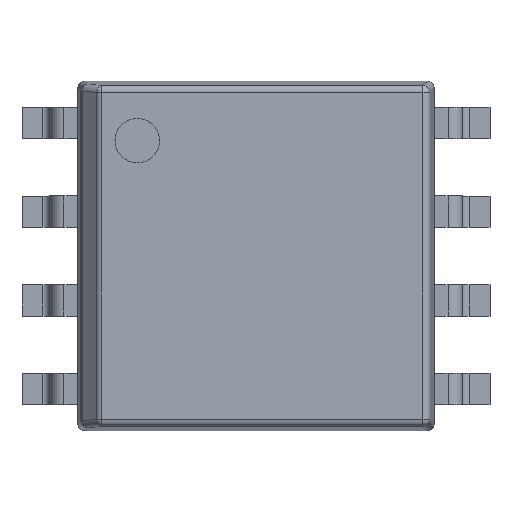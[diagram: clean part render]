
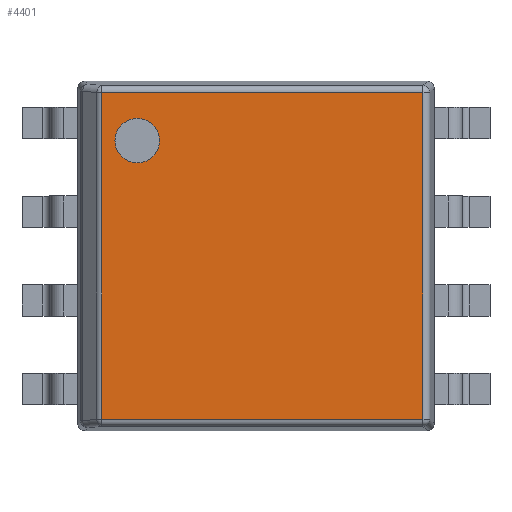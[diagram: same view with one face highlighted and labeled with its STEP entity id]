
A CAD part, top view. The second image highlights one B-rep face of the part: STEP entity #4401.
In plain terms, the highlighted planar face has unit normal (0, 0, 1).
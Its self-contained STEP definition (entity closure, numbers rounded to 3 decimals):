
#3442 = CYLINDRICAL_SURFACE('',#3443,0.1);
#3443 = AXIS2_PLACEMENT_3D('',#3444,#3445,#3446);
#3444 = CARTESIAN_POINT('',(0.3,0.161,1.5));
#3445 = DIRECTION('',(1.,0.,0.));
#3446 = DIRECTION('',(0.,-0.995,0.105));
#3591 = CYLINDRICAL_SURFACE('',#3592,0.1);
#3592 = AXIS2_PLACEMENT_3D('',#3593,#3594,#3595);
#3593 = CARTESIAN_POINT('',(0.3,4.839,1.5));
#3594 = DIRECTION('',(1.,0.,0.));
#3595 = DIRECTION('',(0.,0.995,0.105));
#3667 = CYLINDRICAL_SURFACE('',#3668,0.1);
#3668 = AXIS2_PLACEMENT_3D('',#3669,#3670,#3671);
#3669 = CARTESIAN_POINT('',(4.939,0.071,1.5));
#3670 = DIRECTION('',(0.,1.,0.));
#3671 = DIRECTION('',(0.995,0.,0.105));
#3971 = VERTEX_POINT('',#3972);
#3972 = CARTESIAN_POINT('',(0.341,0.161,1.6));
#4009 = EDGE_CURVE('',#3971,#4010,#4012,.T.);
#4010 = VERTEX_POINT('',#4011);
#4011 = CARTESIAN_POINT('',(4.939,0.161,1.6));
#4012 = SURFACE_CURVE('',#4013,(#4017,#4024),.PCURVE_S1.);
#4013 = LINE('',#4014,#4015);
#4014 = CARTESIAN_POINT('',(0.3,0.161,1.6));
#4015 = VECTOR('',#4016,1.);
#4016 = DIRECTION('',(1.,0.,0.));
#4017 = PCURVE('',#3442,#4018);
#4018 = DEFINITIONAL_REPRESENTATION('',(#4019),#4023);
#4019 = LINE('',#4020,#4021);
#4020 = CARTESIAN_POINT('',(-1.466,0.));
#4021 = VECTOR('',#4022,1.);
#4022 = DIRECTION('',(0.,1.));
#4023 = ( GEOMETRIC_REPRESENTATION_CONTEXT(2) 
PARAMETRIC_REPRESENTATION_CONTEXT() REPRESENTATION_CONTEXT('2D SPACE',''
  ) );
#4024 = PCURVE('',#4025,#4030);
#4025 = PLANE('',#4026);
#4026 = AXIS2_PLACEMENT_3D('',#4027,#4028,#4029);
#4027 = CARTESIAN_POINT('',(0.,0.,1.6));
#4028 = DIRECTION('',(0.,0.,1.));
#4029 = DIRECTION('',(1.,0.,0.));
#4030 = DEFINITIONAL_REPRESENTATION('',(#4031),#4035);
#4031 = LINE('',#4032,#4033);
#4032 = CARTESIAN_POINT('',(0.3,0.161));
#4033 = VECTOR('',#4034,1.);
#4034 = DIRECTION('',(1.,0.));
#4035 = ( GEOMETRIC_REPRESENTATION_CONTEXT(2) 
PARAMETRIC_REPRESENTATION_CONTEXT() REPRESENTATION_CONTEXT('2D SPACE',''
  ) );
#4173 = VERTEX_POINT('',#4174);
#4174 = CARTESIAN_POINT('',(0.341,4.839,1.6));
#4211 = EDGE_CURVE('',#4173,#4212,#4214,.T.);
#4212 = VERTEX_POINT('',#4213);
#4213 = CARTESIAN_POINT('',(4.939,4.839,1.6));
#4214 = SURFACE_CURVE('',#4215,(#4219,#4226),.PCURVE_S1.);
#4215 = LINE('',#4216,#4217);
#4216 = CARTESIAN_POINT('',(0.3,4.839,1.6));
#4217 = VECTOR('',#4218,1.);
#4218 = DIRECTION('',(1.,0.,0.));
#4219 = PCURVE('',#3591,#4220);
#4220 = DEFINITIONAL_REPRESENTATION('',(#4221),#4225);
#4221 = LINE('',#4222,#4223);
#4222 = CARTESIAN_POINT('',(1.466,0.));
#4223 = VECTOR('',#4224,1.);
#4224 = DIRECTION('',(0.,1.));
#4225 = ( GEOMETRIC_REPRESENTATION_CONTEXT(2) 
PARAMETRIC_REPRESENTATION_CONTEXT() REPRESENTATION_CONTEXT('2D SPACE',''
  ) );
#4226 = PCURVE('',#4025,#4227);
#4227 = DEFINITIONAL_REPRESENTATION('',(#4228),#4232);
#4228 = LINE('',#4229,#4230);
#4229 = CARTESIAN_POINT('',(0.3,4.839));
#4230 = VECTOR('',#4231,1.);
#4231 = DIRECTION('',(1.,0.));
#4232 = ( GEOMETRIC_REPRESENTATION_CONTEXT(2) 
PARAMETRIC_REPRESENTATION_CONTEXT() REPRESENTATION_CONTEXT('2D SPACE',''
  ) );
#4286 = EDGE_CURVE('',#4010,#4212,#4287,.T.);
#4287 = SURFACE_CURVE('',#4288,(#4292,#4299),.PCURVE_S1.);
#4288 = LINE('',#4289,#4290);
#4289 = CARTESIAN_POINT('',(4.939,0.071,1.6));
#4290 = VECTOR('',#4291,1.);
#4291 = DIRECTION('',(0.,1.,0.));
#4292 = PCURVE('',#3667,#4293);
#4293 = DEFINITIONAL_REPRESENTATION('',(#4294),#4298);
#4294 = LINE('',#4295,#4296);
#4295 = CARTESIAN_POINT('',(-1.466,0.));
#4296 = VECTOR('',#4297,1.);
#4297 = DIRECTION('',(0.,1.));
#4298 = ( GEOMETRIC_REPRESENTATION_CONTEXT(2) 
PARAMETRIC_REPRESENTATION_CONTEXT() REPRESENTATION_CONTEXT('2D SPACE',''
  ) );
#4299 = PCURVE('',#4025,#4300);
#4300 = DEFINITIONAL_REPRESENTATION('',(#4301),#4305);
#4301 = LINE('',#4302,#4303);
#4302 = CARTESIAN_POINT('',(4.939,0.071));
#4303 = VECTOR('',#4304,1.);
#4304 = DIRECTION('',(0.,1.));
#4305 = ( GEOMETRIC_REPRESENTATION_CONTEXT(2) 
PARAMETRIC_REPRESENTATION_CONTEXT() REPRESENTATION_CONTEXT('2D SPACE',''
  ) );
#4358 = CYLINDRICAL_SURFACE('',#4359,0.1);
#4359 = AXIS2_PLACEMENT_3D('',#4360,#4361,#4362);
#4360 = CARTESIAN_POINT('',(0.341,0.071,1.5));
#4361 = DIRECTION('',(0.,1.,0.));
#4362 = DIRECTION('',(-0.707,0.,0.707));
#4401 = ADVANCED_FACE('',(#4402,#4428),#4025,.T.);
#4402 = FACE_BOUND('',#4403,.T.);
#4403 = EDGE_LOOP('',(#4404,#4405,#4426,#4427));
#4404 = ORIENTED_EDGE('',*,*,#4211,.F.);
#4405 = ORIENTED_EDGE('',*,*,#4406,.F.);
#4406 = EDGE_CURVE('',#3971,#4173,#4407,.T.);
#4407 = SURFACE_CURVE('',#4408,(#4412,#4419),.PCURVE_S1.);
#4408 = LINE('',#4409,#4410);
#4409 = CARTESIAN_POINT('',(0.341,0.071,1.6));
#4410 = VECTOR('',#4411,1.);
#4411 = DIRECTION('',(0.,1.,0.));
#4412 = PCURVE('',#4025,#4413);
#4413 = DEFINITIONAL_REPRESENTATION('',(#4414),#4418);
#4414 = LINE('',#4415,#4416);
#4415 = CARTESIAN_POINT('',(0.341,0.071));
#4416 = VECTOR('',#4417,1.);
#4417 = DIRECTION('',(0.,1.));
#4418 = ( GEOMETRIC_REPRESENTATION_CONTEXT(2) 
PARAMETRIC_REPRESENTATION_CONTEXT() REPRESENTATION_CONTEXT('2D SPACE',''
  ) );
#4419 = PCURVE('',#4358,#4420);
#4420 = DEFINITIONAL_REPRESENTATION('',(#4421),#4425);
#4421 = LINE('',#4422,#4423);
#4422 = CARTESIAN_POINT('',(0.785,0.));
#4423 = VECTOR('',#4424,1.);
#4424 = DIRECTION('',(0.,1.));
#4425 = ( GEOMETRIC_REPRESENTATION_CONTEXT(2) 
PARAMETRIC_REPRESENTATION_CONTEXT() REPRESENTATION_CONTEXT('2D SPACE',''
  ) );
#4426 = ORIENTED_EDGE('',*,*,#4009,.T.);
#4427 = ORIENTED_EDGE('',*,*,#4286,.T.);
#4428 = FACE_BOUND('',#4429,.T.);
#4429 = EDGE_LOOP('',(#4430));
#4430 = ORIENTED_EDGE('',*,*,#4431,.F.);
#4431 = EDGE_CURVE('',#4432,#4432,#4434,.T.);
#4432 = VERTEX_POINT('',#4433);
#4433 = CARTESIAN_POINT('',(1.169,4.15,1.6));
#4434 = SURFACE_CURVE('',#4435,(#4440,#4447),.PCURVE_S1.);
#4435 = CIRCLE('',#4436,0.319);
#4436 = AXIS2_PLACEMENT_3D('',#4437,#4438,#4439);
#4437 = CARTESIAN_POINT('',(0.85,4.15,1.6));
#4438 = DIRECTION('',(0.,0.,1.));
#4439 = DIRECTION('',(1.,0.,0.));
#4440 = PCURVE('',#4025,#4441);
#4441 = DEFINITIONAL_REPRESENTATION('',(#4442),#4446);
#4442 = CIRCLE('',#4443,0.319);
#4443 = AXIS2_PLACEMENT_2D('',#4444,#4445);
#4444 = CARTESIAN_POINT('',(0.85,4.15));
#4445 = DIRECTION('',(1.,0.));
#4446 = ( GEOMETRIC_REPRESENTATION_CONTEXT(2) 
PARAMETRIC_REPRESENTATION_CONTEXT() REPRESENTATION_CONTEXT('2D SPACE',''
  ) );
#4447 = PCURVE('',#4448,#4453);
#4448 = CYLINDRICAL_SURFACE('',#4449,0.319);
#4449 = AXIS2_PLACEMENT_3D('',#4450,#4451,#4452);
#4450 = CARTESIAN_POINT('',(0.85,4.15,1.5));
#4451 = DIRECTION('',(0.,0.,1.));
#4452 = DIRECTION('',(1.,0.,0.));
#4453 = DEFINITIONAL_REPRESENTATION('',(#4454),#4458);
#4454 = LINE('',#4455,#4456);
#4455 = CARTESIAN_POINT('',(0.,0.1));
#4456 = VECTOR('',#4457,1.);
#4457 = DIRECTION('',(1.,0.));
#4458 = ( GEOMETRIC_REPRESENTATION_CONTEXT(2) 
PARAMETRIC_REPRESENTATION_CONTEXT() REPRESENTATION_CONTEXT('2D SPACE',''
  ) );
